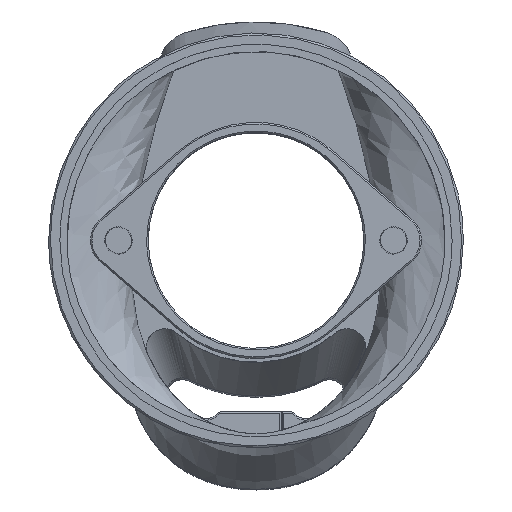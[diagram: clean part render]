
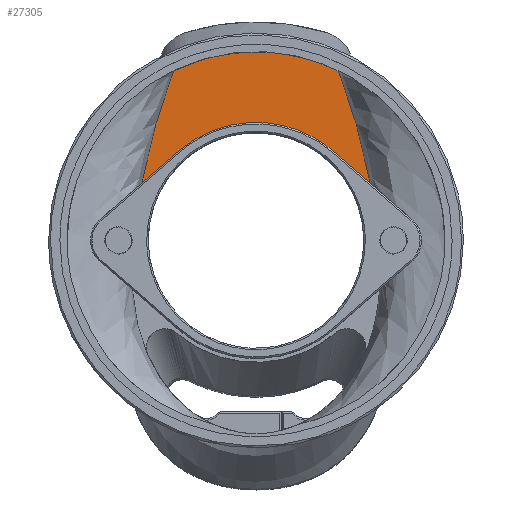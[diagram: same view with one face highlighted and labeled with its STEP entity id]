
A CAD part, top view. The second image highlights one B-rep face of the part: STEP entity #27305.
In plain terms, the highlighted free-form (B-spline) face has degree [1, 1] with [2, 2] control points.
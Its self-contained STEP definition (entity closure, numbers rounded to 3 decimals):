
#22143 = VERTEX_POINT('',#22144);
#22144 = CARTESIAN_POINT('',(9.779,20.207,
    8.926));
#22181 = EDGE_CURVE('',#22143,#22182,#22184,.T.);
#22182 = VERTEX_POINT('',#22183);
#22183 = CARTESIAN_POINT('',(-9.779,20.206,
    8.926));
#22184 = B_SPLINE_CURVE_WITH_KNOTS('',3,(#22185,#22186,#22187,#22188,
    #22189,#22190,#22191,#22192,#22193,#22194,#22195,#22196,#22197,
    #22198,#22199,#22200,#22201,#22202,#22203,#22204,#22205,#22206),
  .UNSPECIFIED.,.F.,.F.,(4,2,2,2,2,2,2,2,2,2,4),(0.178,0.188,
    0.203,0.211,0.219,0.25,0.266,0.273,0.281,0.313,
    0.322),.UNSPECIFIED.);
#22185 = CARTESIAN_POINT('',(9.779,20.207,
    8.926));
#22186 = CARTESIAN_POINT('',(9.386,20.396,
    8.926));
#22187 = CARTESIAN_POINT('',(8.989,20.574,
    8.926));
#22188 = CARTESIAN_POINT('',(7.912,21.02,
    8.926));
#22189 = CARTESIAN_POINT('',(7.224,21.267,
    8.926));
#22190 = CARTESIAN_POINT('',(6.17,21.587,
    8.926));
#22191 = CARTESIAN_POINT('',(5.815,21.686,
    8.926));
#22192 = CARTESIAN_POINT('',(5.098,21.865,
    8.926));
#22193 = CARTESIAN_POINT('',(4.736,21.946,
    8.926));
#22194 = CARTESIAN_POINT('',(2.925,22.306,
    8.926));
#22195 = CARTESIAN_POINT('',(1.468,22.448,
    8.926));
#22196 = CARTESIAN_POINT('',(-0.728,22.449,
    8.926));
#22197 = CARTESIAN_POINT('',(-1.462,22.413,
    8.926));
#22198 = CARTESIAN_POINT('',(-2.566,22.304,
    8.926));
#22199 = CARTESIAN_POINT('',(-2.935,22.259,
    8.926));
#22200 = CARTESIAN_POINT('',(-3.665,22.15,
    8.926));
#22201 = CARTESIAN_POINT('',(-4.027,22.087,
    8.926));
#22202 = CARTESIAN_POINT('',(-5.826,21.729,
    8.926));
#22203 = CARTESIAN_POINT('',(-7.226,21.305,
    8.926));
#22204 = CARTESIAN_POINT('',(-8.986,20.576,
    8.926));
#22205 = CARTESIAN_POINT('',(-9.385,20.397,
    8.926));
#22206 = CARTESIAN_POINT('',(-9.779,20.206,
    8.926));
#22434 = VERTEX_POINT('',#22435);
#22435 = CARTESIAN_POINT('',(13.586,6.794,
    8.926));
#22456 = EDGE_CURVE('',#22434,#22143,#22457,.T.);
#22457 = B_SPLINE_CURVE_WITH_KNOTS('',3,(#22458,#22459,#22460,#22461,
    #22462,#22463,#22464,#22465,#22466,#22467,#22468,#22469,#22470,
    #22471,#22472,#22473),.UNSPECIFIED.,.F.,.F.,(4,2,2,2,2,2,2,4),(
    -0.011,-0.007,-0.003,
    0.001,0.003,0.004,
    0.005,0.005),.UNSPECIFIED.);
#22458 = CARTESIAN_POINT('',(13.586,6.794,
    8.926));
#22459 = CARTESIAN_POINT('',(13.363,7.934,
    8.926));
#22460 = CARTESIAN_POINT('',(13.119,9.07,
    8.926));
#22461 = CARTESIAN_POINT('',(12.584,11.335,
    8.926));
#22462 = CARTESIAN_POINT('',(12.294,12.464,
    8.926));
#22463 = CARTESIAN_POINT('',(11.667,14.706,
    8.926));
#22464 = CARTESIAN_POINT('',(11.331,15.82,
    8.926));
#22465 = CARTESIAN_POINT('',(10.79,17.48,
    8.926));
#22466 = CARTESIAN_POINT('',(10.603,18.031,
    8.926));
#22467 = CARTESIAN_POINT('',(10.313,18.855,
    8.926));
#22468 = CARTESIAN_POINT('',(10.215,19.129,
    8.926));
#22469 = CARTESIAN_POINT('',(10.064,19.54,
    8.926));
#22470 = CARTESIAN_POINT('',(10.015,19.677,
    8.926));
#22471 = CARTESIAN_POINT('',(9.911,19.948,
    8.926));
#22472 = CARTESIAN_POINT('',(9.849,20.08,
    8.926));
#22473 = CARTESIAN_POINT('',(9.779,20.207,
    8.926));
#25018 = EDGE_CURVE('',#22182,#25019,#25021,.T.);
#25019 = VERTEX_POINT('',#25020);
#25020 = CARTESIAN_POINT('',(-13.586,6.794,
    8.926));
#25021 = B_SPLINE_CURVE_WITH_KNOTS('',3,(#25022,#25023,#25024,#25025,
    #25026,#25027,#25028,#25029,#25030,#25031,#25032,#25033,#25034,
    #25035,#25036,#25037),.UNSPECIFIED.,.F.,.F.,(4,2,2,2,2,2,2,4),(
    0.013,0.013,0.014,
    0.015,0.017,0.021,
    0.025,0.029),.UNSPECIFIED.);
#25022 = CARTESIAN_POINT('',(-9.779,20.206,
    8.926));
#25023 = CARTESIAN_POINT('',(-9.849,20.081,
    8.926));
#25024 = CARTESIAN_POINT('',(-9.91,19.95,
    8.926));
#25025 = CARTESIAN_POINT('',(-10.014,19.679,
    8.926));
#25026 = CARTESIAN_POINT('',(-10.064,19.541,
    8.926));
#25027 = CARTESIAN_POINT('',(-10.214,19.131,
    8.926));
#25028 = CARTESIAN_POINT('',(-10.313,18.857,
    8.926));
#25029 = CARTESIAN_POINT('',(-10.603,18.032,
    8.926));
#25030 = CARTESIAN_POINT('',(-10.789,17.481,
    8.926));
#25031 = CARTESIAN_POINT('',(-11.331,15.821,
    8.926));
#25032 = CARTESIAN_POINT('',(-11.667,14.706,
    8.926));
#25033 = CARTESIAN_POINT('',(-12.294,12.463,
    8.926));
#25034 = CARTESIAN_POINT('',(-12.585,11.333,
    8.926));
#25035 = CARTESIAN_POINT('',(-13.12,9.068,
    8.926));
#25036 = CARTESIAN_POINT('',(-13.364,7.932,8.926
    ));
#25037 = CARTESIAN_POINT('',(-13.586,6.794,
    8.926));
#27305 = ADVANCED_FACE('',(#27306),#27331,.F.);
#27306 = FACE_BOUND('',#27307,.T.);
#27307 = EDGE_LOOP('',(#27308,#27318,#27323,#27324,#27325,#27326));
#27308 = ORIENTED_EDGE('',*,*,#27309,.T.);
#27309 = EDGE_CURVE('',#27310,#27312,#27314,.T.);
#27310 = VERTEX_POINT('',#27311);
#27311 = CARTESIAN_POINT('',(-9.186,10.605,
    8.926));
#27312 = VERTEX_POINT('',#27313);
#27313 = CARTESIAN_POINT('',(9.186,10.605,
    8.926));
#27314 = ( BOUNDED_CURVE() B_SPLINE_CURVE(2,(#27315,#27316,#27317),
.UNSPECIFIED.,.F.,.F.) B_SPLINE_CURVE_WITH_KNOTS((3,3),(0.857,
2.285),.PIECEWISE_BEZIER_KNOTS.) CURVE() 
GEOMETRIC_REPRESENTATION_ITEM() RATIONAL_B_SPLINE_CURVE((1.,
0.756,1.)) REPRESENTATION_ITEM('') );
#27315 = CARTESIAN_POINT('',(-9.186,10.605,
    8.926));
#27316 = CARTESIAN_POINT('',(0.,18.562,
    8.926));
#27317 = CARTESIAN_POINT('',(9.186,10.605,
    8.926));
#27318 = ORIENTED_EDGE('',*,*,#27319,.F.);
#27319 = EDGE_CURVE('',#22434,#27312,#27320,.T.);
#27320 = B_SPLINE_CURVE_WITH_KNOTS('',1,(#27321,#27322),.UNSPECIFIED.,
  .F.,.F.,(2,2),(-6.587,0.),.PIECEWISE_BEZIER_KNOTS.);
#27321 = CARTESIAN_POINT('',(13.586,6.794,
    8.926));
#27322 = CARTESIAN_POINT('',(9.186,10.605,
    8.926));
#27323 = ORIENTED_EDGE('',*,*,#22456,.T.);
#27324 = ORIENTED_EDGE('',*,*,#22181,.T.);
#27325 = ORIENTED_EDGE('',*,*,#25018,.T.);
#27326 = ORIENTED_EDGE('',*,*,#27327,.T.);
#27327 = EDGE_CURVE('',#25019,#27310,#27328,.T.);
#27328 = B_SPLINE_CURVE_WITH_KNOTS('',1,(#27329,#27330),.UNSPECIFIED.,
  .F.,.F.,(2,2),(-6.587,0.),.PIECEWISE_BEZIER_KNOTS.);
#27329 = CARTESIAN_POINT('',(-13.586,6.794,
    8.926));
#27330 = CARTESIAN_POINT('',(-9.186,10.605,
    8.926));
#27331 = B_SPLINE_SURFACE_WITH_KNOTS('',1,1,(
    (#27332,#27333)
    ,(#27334,#27335
    )),.UNSPECIFIED.,.F.,.F.,.F.,(2,2),(2,2),(-28.874,
    1.871),(27.919,45.633),
  .PIECEWISE_BEZIER_KNOTS.);
#27332 = CARTESIAN_POINT('',(13.586,6.794,
    8.926));
#27333 = CARTESIAN_POINT('',(13.586,22.449,
    8.926));
#27334 = CARTESIAN_POINT('',(-13.586,6.794,
    8.926));
#27335 = CARTESIAN_POINT('',(-13.586,22.449,
    8.926));
